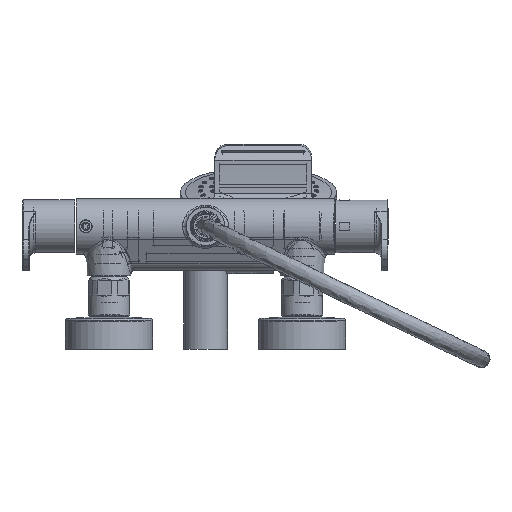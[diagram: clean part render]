
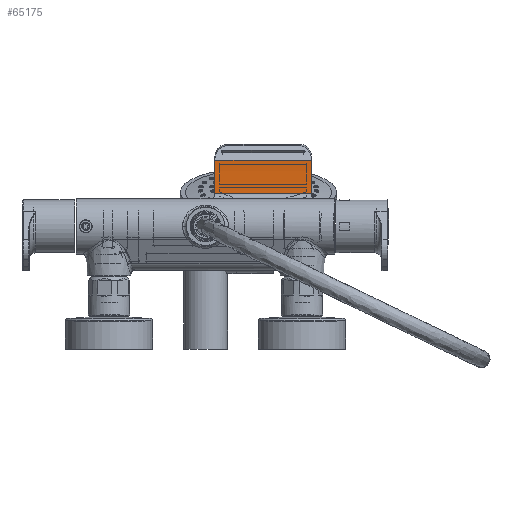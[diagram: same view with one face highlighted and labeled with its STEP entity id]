
A CAD part, front view. The second image highlights one B-rep face of the part: STEP entity #65175.
In plain terms, the highlighted cylindrical face has radius 284.75 mm (diameter 569.5 mm), a partial arc.
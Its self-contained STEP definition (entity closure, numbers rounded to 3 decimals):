
#730 = VERTEX_POINT ( 'NONE', #39892 ) ;
#3680 = DIRECTION ( 'NONE',  ( 1., 0., 0. ) ) ;
#7672 = DIRECTION ( 'NONE',  ( 1., 0., 0. ) ) ;
#8932 = EDGE_CURVE ( 'NONE', #10771, #73298, #43771, .T. ) ;
#10771 = VERTEX_POINT ( 'NONE', #46656 ) ;
#11832 = CARTESIAN_POINT ( 'NONE',  ( 93.1, 4.328, 50.945 ) ) ;
#15258 = CYLINDRICAL_SURFACE ( 'NONE', #34398, 284.75 ) ;
#17119 = EDGE_LOOP ( 'NONE', ( #74846, #40166, #80410, #80636 ) ) ;
#18740 = CARTESIAN_POINT ( 'NONE',  ( 93.1, -278.764, 20.268 ) ) ;
#27482 = VECTOR ( 'NONE', #59185, 1000. ) ;
#31148 = DIRECTION ( 'NONE',  ( -1., 0., 0. ) ) ;
#33138 = EDGE_CURVE ( 'NONE', #73298, #67704, #77260, .T. ) ;
#34398 = AXIS2_PLACEMENT_3D ( 'NONE', #18740, #31148, #85330 ) ;
#36753 = DIRECTION ( 'NONE',  ( 0., 1., 0. ) ) ;
#37047 = DIRECTION ( 'NONE',  ( -1., 0., 0. ) ) ;
#37242 = CARTESIAN_POINT ( 'NONE',  ( 81.75, 4.328, 50.945 ) ) ;
#39323 = CARTESIAN_POINT ( 'NONE',  ( 7.25, -278.764, 20.268 ) ) ;
#39892 = CARTESIAN_POINT ( 'NONE',  ( 81.75, 5.938, 25.474 ) ) ;
#40166 = ORIENTED_EDGE ( 'NONE', *, *, #48718, .F. ) ;
#40370 = AXIS2_PLACEMENT_3D ( 'NONE', #63720, #37047, #36753 ) ;
#43289 = VECTOR ( 'NONE', #3680, 1000. ) ;
#43771 = CIRCLE ( 'NONE', #84401, 284.75 ) ;
#44871 = FACE_OUTER_BOUND ( 'NONE', #17119, .T. ) ;
#46533 = EDGE_CURVE ( 'NONE', #10771, #730, #80268, .T. ) ;
#46656 = CARTESIAN_POINT ( 'NONE',  ( 7.25, 5.938, 25.474 ) ) ;
#48718 = EDGE_CURVE ( 'NONE', #67704, #730, #69731, .T. ) ;
#59185 = DIRECTION ( 'NONE',  ( 1., 0., 0. ) ) ;
#63720 = CARTESIAN_POINT ( 'NONE',  ( 81.75, -278.764, 20.268 ) ) ;
#65175 = ADVANCED_FACE ( 'NONE', ( #44871 ), #15258, .F. ) ;
#67704 = VERTEX_POINT ( 'NONE', #37242 ) ;
#69731 = CIRCLE ( 'NONE', #40370, 284.75 ) ;
#70853 = CARTESIAN_POINT ( 'NONE',  ( 7.25, 4.328, 50.945 ) ) ;
#73298 = VERTEX_POINT ( 'NONE', #70853 ) ;
#74846 = ORIENTED_EDGE ( 'NONE', *, *, #46533, .T. ) ;
#77260 = LINE ( 'NONE', #11832, #27482 ) ;
#80268 = LINE ( 'NONE', #84755, #43289 ) ;
#80410 = ORIENTED_EDGE ( 'NONE', *, *, #33138, .F. ) ;
#80636 = ORIENTED_EDGE ( 'NONE', *, *, #8932, .F. ) ;
#84401 = AXIS2_PLACEMENT_3D ( 'NONE', #39323, #7672, #86681 ) ;
#84755 = CARTESIAN_POINT ( 'NONE',  ( 360.72, 5.938, 25.474 ) ) ;
#85330 = DIRECTION ( 'NONE',  ( 0., 1., 0. ) ) ;
#86681 = DIRECTION ( 'NONE',  ( 0., 1., 0. ) ) ;
